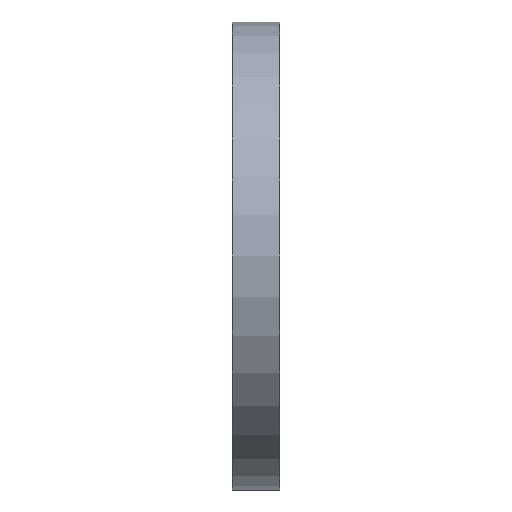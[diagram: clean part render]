
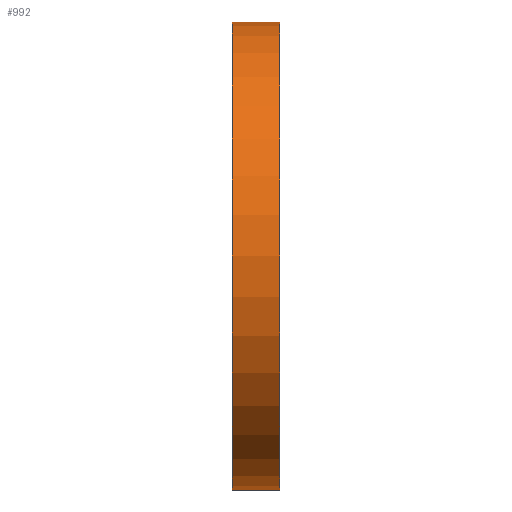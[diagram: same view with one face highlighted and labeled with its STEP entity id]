
A CAD part, front view. The second image highlights one B-rep face of the part: STEP entity #992.
In plain terms, the highlighted cylindrical face has radius 33.5 mm (diameter 67 mm), a full revolution.
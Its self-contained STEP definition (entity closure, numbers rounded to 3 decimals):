
#128=FACE_OUTER_BOUND('',#186,.T.);
#186=EDGE_LOOP('',(#885,#886,#887,#888));
#318=LINE('',#1600,#434);
#434=VECTOR('',#1324,33.5);
#449=CIRCLE('',#1073,33.5);
#450=CIRCLE('',#1074,33.5);
#537=VERTEX_POINT('',#1597);
#538=VERTEX_POINT('',#1599);
#668=EDGE_CURVE('',#537,#537,#449,.T.);
#669=EDGE_CURVE('',#537,#538,#318,.T.);
#670=EDGE_CURVE('',#538,#538,#450,.T.);
#885=ORIENTED_EDGE('',*,*,#668,.F.);
#886=ORIENTED_EDGE('',*,*,#669,.T.);
#887=ORIENTED_EDGE('',*,*,#670,.T.);
#888=ORIENTED_EDGE('',*,*,#669,.F.);
#942=CYLINDRICAL_SURFACE('',#1072,33.5);
#992=ADVANCED_FACE('',(#128),#942,.T.);
#1072=AXIS2_PLACEMENT_3D('',#1596,#1320,#1321);
#1073=AXIS2_PLACEMENT_3D('',#1598,#1322,#1323);
#1074=AXIS2_PLACEMENT_3D('',#1601,#1325,#1326);
#1320=DIRECTION('center_axis',(-1.,0.,0.));
#1321=DIRECTION('ref_axis',(0.,-1.,0.));
#1322=DIRECTION('center_axis',(-1.,0.,0.));
#1323=DIRECTION('ref_axis',(0.,-1.,0.));
#1324=DIRECTION('',(1.,0.,0.));
#1325=DIRECTION('center_axis',(-1.,0.,0.));
#1326=DIRECTION('ref_axis',(0.,-1.,0.));
#1596=CARTESIAN_POINT('Origin',(-582.,291.361,24.999));
#1597=CARTESIAN_POINT('',(-588.8,324.861,24.999));
#1598=CARTESIAN_POINT('Origin',(-588.8,291.361,24.999));
#1599=CARTESIAN_POINT('',(-582.,324.861,24.999));
#1600=CARTESIAN_POINT('',(-582.,324.861,24.999));
#1601=CARTESIAN_POINT('Origin',(-582.,291.361,24.999));
